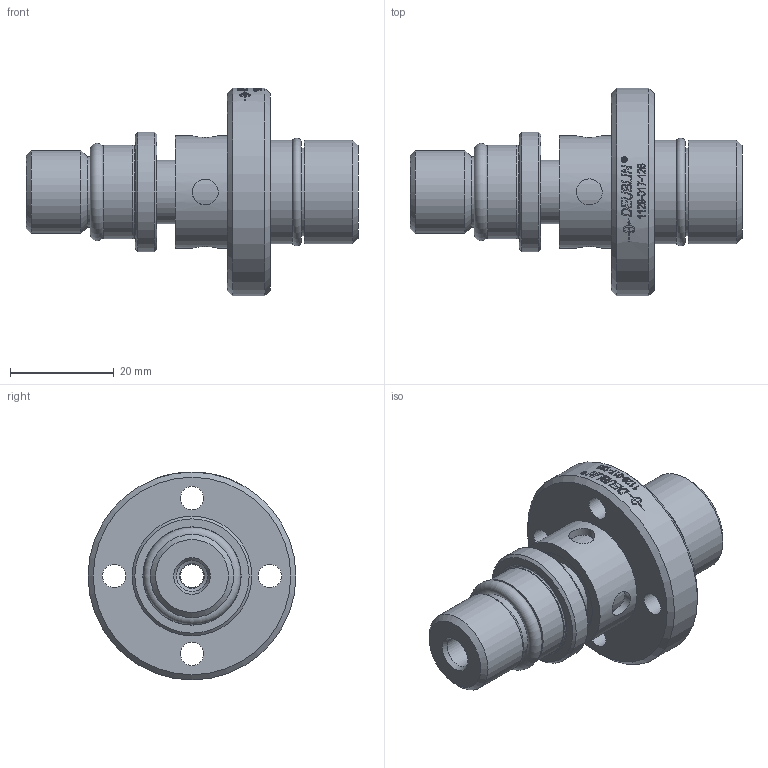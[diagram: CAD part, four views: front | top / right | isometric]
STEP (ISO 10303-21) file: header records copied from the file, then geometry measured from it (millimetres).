
FILE_DESCRIPTION((''),'2;1');
FILE_NAME('1129-017-126-IC.stp','2015-05-08T11:09:35',('fdahl'),(''),'Autodesk Inventor 2013','Autodesk Inventor 2013','');
FILE_SCHEMA(('AUTOMOTIVE_DESIGN { 1 0 10303 214 1 1 1 1 }'));
Length unit declared in the file: millimetre
Products named in the file (1): 1129-017-126_Shrinkwrap_2
Bounding box: 63.9 x 40 x 40 mm (x, y, z)
Volume: 23258.9 mm3; surface area: 10666.2 mm2
Topology: 1 solids, 2 shells, 355 faces, 920 edges, 609 vertices
Faces by surface type: plane 163, bspline 107, cylinder 66, cone 11, torus 8
Full cylindrical faces by diameter (mm): 4.5 x5, 5 x4, 6 x1, 8.63 x1, 12.3 x1, 13.5 x2, 14.8 x1, 14.856 x1, 16 x1, 16.92 x1, 17.4 x3, 18 x1, 18.1 x1, 18.4 x1, 19.96 x2, 21.6 x1, 23 x1, 40 x1
Entity records: 13384 total; most frequent: CARTESIAN_POINT 5258, ORIENTED_EDGE 1720, DIRECTION 1422, EDGE_CURVE 860, VERTEX_POINT 595, AXIS2_PLACEMENT_3D 552, EDGE_LOOP 468, FACE_OUTER_BOUND 355
